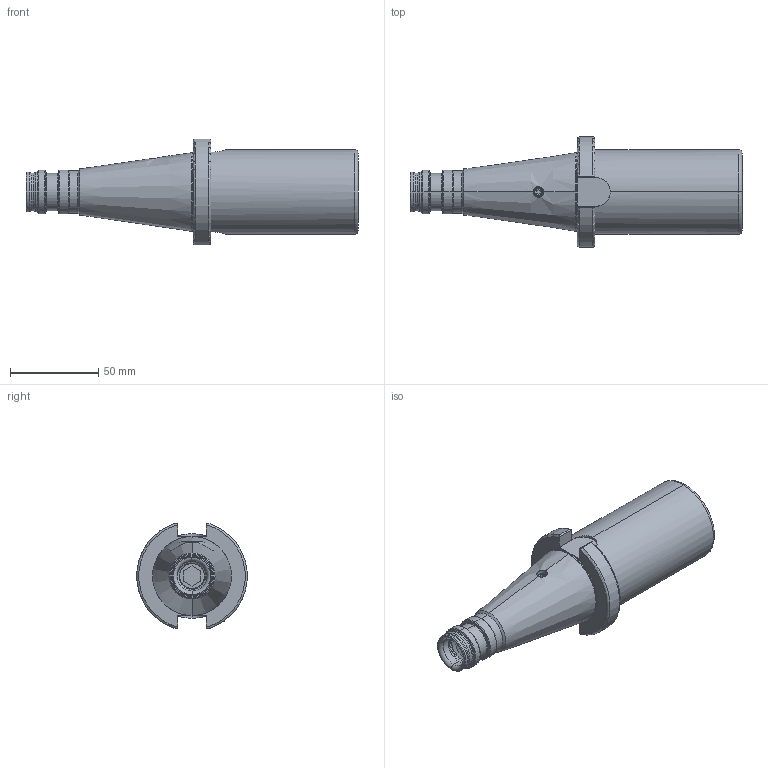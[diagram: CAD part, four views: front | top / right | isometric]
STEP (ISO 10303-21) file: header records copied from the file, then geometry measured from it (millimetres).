
FILE_DESCRIPTION (( 'STEP AP203' ), '1' );
FILE_NAME ('401.08.04.STEP', '2016-11-26T04:59:03', ( '' ), ( '' ), 'SwSTEP 2.0', 'SolidWorks 2012', '' );
FILE_SCHEMA (( 'CONFIG_CONTROL_DESIGN' ));
Length unit declared in the file: millimetre
Products named in the file (5): 2-01150002C1_M5xP0.8-6L; 401.08.04; 2-01130023_M16xP2-45L; 2-41371004AF_M26xP1.5_13L
Assembly tree (4 placements, depth 2):
  401.08.04
    401.08.04
    2-01130023_M16xP2-45L
    2-41371004AF_M26xP1.5_13L
    2-01150002C1_M5xP0.8-6L
Bounding box: 188.4 x 62.57 x 60.15 mm (x, y, z)
Volume: 177829.1 mm3; surface area: 52415.1 mm2
Topology: 4 solids, 4 shells, 353 faces, 939 edges, 597 vertices
Faces by surface type: cylinder 166, plane 56, cone 50, bspline 43, torus 38
Entity records: 27557 total; most frequent: CARTESIAN_POINT 19445, ORIENTED_EDGE 1874, DIRECTION 1326, EDGE_CURVE 937, VERTEX_POINT 597, AXIS2_PLACEMENT_3D 520, EDGE_LOOP 366, ADVANCED_FACE 353
